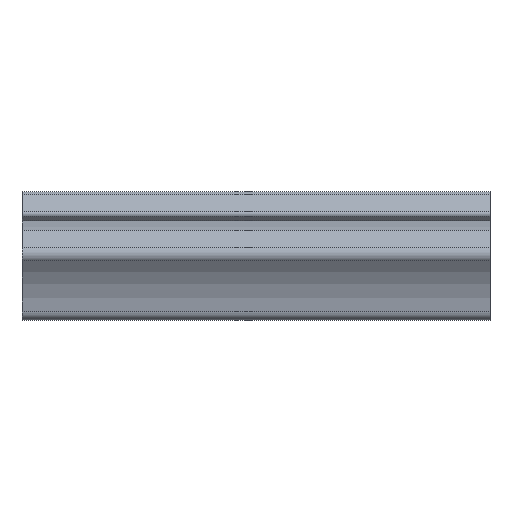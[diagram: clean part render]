
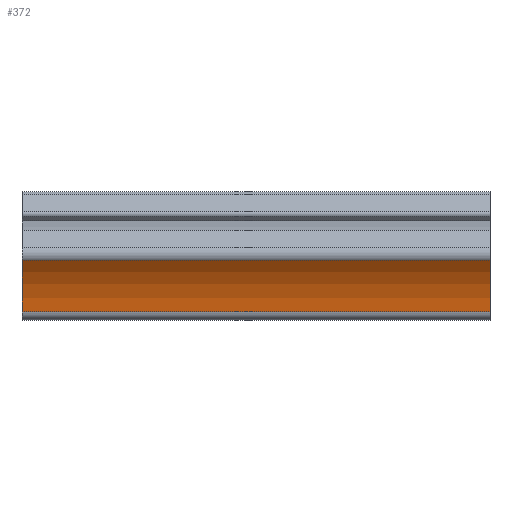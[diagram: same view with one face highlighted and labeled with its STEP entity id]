
A CAD part, left-side view. The second image highlights one B-rep face of the part: STEP entity #372.
In plain terms, the highlighted cylindrical face has radius 40 mm (diameter 80 mm), a partial arc.
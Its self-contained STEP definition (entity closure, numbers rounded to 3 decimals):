
#98 = AXIS2_PLACEMENT_3D ( 'NONE', #1544, #1173, #101 ) ;
#101 = DIRECTION ( 'NONE',  ( 0., 0., 1. ) ) ;
#164 = DIRECTION ( 'NONE',  ( 0., 1., 0. ) ) ;
#201 = DIRECTION ( 'NONE',  ( 0., 0., 1. ) ) ;
#237 = CARTESIAN_POINT ( 'NONE',  ( -15.598, 0., -19.325 ) ) ;
#308 = EDGE_CURVE ( 'NONE', #1493, #1798, #798, .T. ) ;
#349 = CYLINDRICAL_SURFACE ( 'NONE', #1987, 40. ) ;
#367 = ORIENTED_EDGE ( 'NONE', *, *, #472, .F. ) ;
#372 = ADVANCED_FACE ( 'NONE', ( #717 ), #349, .F. ) ;
#472 = EDGE_CURVE ( 'NONE', #1150, #2306, #1731, .T. ) ;
#599 = LINE ( 'NONE', #1449, #2235 ) ;
#678 = CARTESIAN_POINT ( 'NONE',  ( -24.694, 200., 2.635 ) ) ;
#717 = FACE_OUTER_BOUND ( 'NONE', #1796, .T. ) ;
#798 = CIRCLE ( 'NONE', #98, 40. ) ;
#839 = DIRECTION ( 'NONE',  ( 0., 0., 1. ) ) ;
#897 = CARTESIAN_POINT ( 'NONE',  ( -15.598, 200., -19.325 ) ) ;
#1003 = CARTESIAN_POINT ( 'NONE',  ( -24.694, 0., 2.635 ) ) ;
#1020 = CARTESIAN_POINT ( 'NONE',  ( -15.598, 0., -19.325 ) ) ;
#1108 = EDGE_CURVE ( 'NONE', #2306, #1798, #599, .T. ) ;
#1150 = VERTEX_POINT ( 'NONE', #897 ) ;
#1161 = LINE ( 'NONE', #237, #2114 ) ;
#1173 = DIRECTION ( 'NONE',  ( 0., -1., 0. ) ) ;
#1243 = ORIENTED_EDGE ( 'NONE', *, *, #308, .T. ) ;
#1270 = CARTESIAN_POINT ( 'NONE',  ( -55.433, 200., -22.961 ) ) ;
#1303 = AXIS2_PLACEMENT_3D ( 'NONE', #1270, #1631, #201 ) ;
#1449 = CARTESIAN_POINT ( 'NONE',  ( -24.694, 0., 2.635 ) ) ;
#1492 = ORIENTED_EDGE ( 'NONE', *, *, #1108, .F. ) ;
#1493 = VERTEX_POINT ( 'NONE', #1020 ) ;
#1498 = DIRECTION ( 'NONE',  ( 0., 1., 0. ) ) ;
#1544 = CARTESIAN_POINT ( 'NONE',  ( -55.433, 0., -22.961 ) ) ;
#1631 = DIRECTION ( 'NONE',  ( 0., -1., 0. ) ) ;
#1632 = ORIENTED_EDGE ( 'NONE', *, *, #1774, .F. ) ;
#1731 = CIRCLE ( 'NONE', #1303, 40. ) ;
#1774 = EDGE_CURVE ( 'NONE', #1493, #1150, #1161, .T. ) ;
#1796 = EDGE_LOOP ( 'NONE', ( #1632, #1243, #1492, #367 ) ) ;
#1798 = VERTEX_POINT ( 'NONE', #1003 ) ;
#1987 = AXIS2_PLACEMENT_3D ( 'NONE', #2127, #164, #839 ) ;
#1996 = DIRECTION ( 'NONE',  ( 0., -1., 0. ) ) ;
#2114 = VECTOR ( 'NONE', #1498, 1000. ) ;
#2127 = CARTESIAN_POINT ( 'NONE',  ( -55.433, 0., -22.961 ) ) ;
#2235 = VECTOR ( 'NONE', #1996, 1000. ) ;
#2306 = VERTEX_POINT ( 'NONE', #678 ) ;
